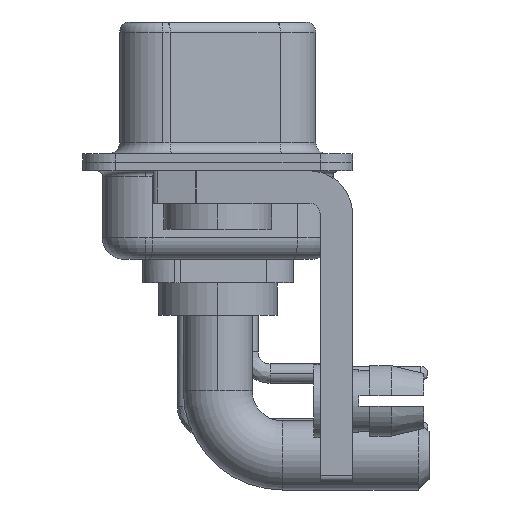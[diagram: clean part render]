
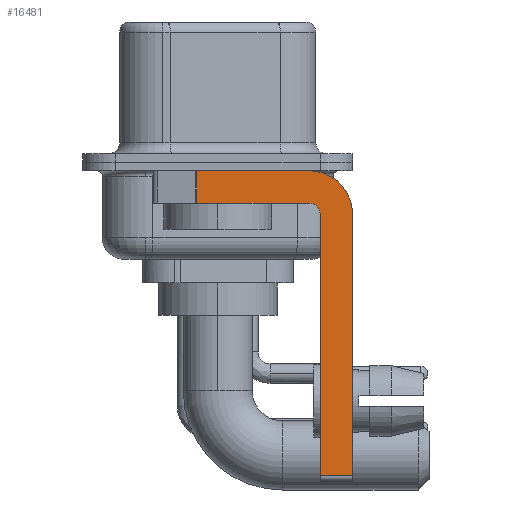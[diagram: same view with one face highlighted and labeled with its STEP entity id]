
A CAD part, left-side view. The second image highlights one B-rep face of the part: STEP entity #16481.
In plain terms, the highlighted planar face has unit normal (-1, 0, 0).
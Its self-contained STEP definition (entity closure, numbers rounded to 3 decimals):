
#77 = VERTEX_POINT ( 'NONE', #11180 ) ;
#151 = PLANE ( 'NONE',  #15333 ) ;
#329 = LINE ( 'NONE', #20039, #22261 ) ;
#708 = ORIENTED_EDGE ( 'NONE', *, *, #23530, .T. ) ;
#1138 = DIRECTION ( 'NONE',  ( 0., 0., 1. ) ) ;
#1146 = CIRCLE ( 'NONE', #7962, 2. ) ;
#2016 = CARTESIAN_POINT ( 'NONE',  ( -2.9, -4.25, -2.4 ) ) ;
#2504 = CARTESIAN_POINT ( 'NONE',  ( -2.9, -4.25, -2.4 ) ) ;
#2754 = LINE ( 'NONE', #21311, #13584 ) ;
#3356 = VERTEX_POINT ( 'NONE', #8997 ) ;
#3563 = VECTOR ( 'NONE', #1138, 1000. ) ;
#3917 = VECTOR ( 'NONE', #4173, 1000. ) ;
#4173 = DIRECTION ( 'NONE',  ( 0., 0., -1. ) ) ;
#4642 = DIRECTION ( 'NONE',  ( 0., -1., 0. ) ) ;
#4996 = EDGE_CURVE ( 'NONE', #77, #13042, #20717, .T. ) ;
#5585 = DIRECTION ( 'NONE',  ( 0., -1., 0. ) ) ;
#5995 = AXIS2_PLACEMENT_3D ( 'NONE', #2504, #17624, #22647 ) ;
#6280 = EDGE_CURVE ( 'NONE', #21295, #10238, #8431, .T. ) ;
#7194 = VERTEX_POINT ( 'NONE', #26876 ) ;
#7962 = AXIS2_PLACEMENT_3D ( 'NONE', #12736, #23754, #23479 ) ;
#8025 = ORIENTED_EDGE ( 'NONE', *, *, #4996, .F. ) ;
#8187 = ORIENTED_EDGE ( 'NONE', *, *, #10484, .F. ) ;
#8431 = LINE ( 'NONE', #12303, #3917 ) ;
#8474 = ORIENTED_EDGE ( 'NONE', *, *, #22932, .F. ) ;
#8702 = DIRECTION ( 'NONE',  ( 1., 0., 0. ) ) ;
#8997 = CARTESIAN_POINT ( 'NONE',  ( -2.9, -4.25, -0.4 ) ) ;
#9026 = CARTESIAN_POINT ( 'NONE',  ( -2.9, 0.978, -0.4 ) ) ;
#9157 = DIRECTION ( 'NONE',  ( 0., 0., -1. ) ) ;
#9638 = CIRCLE ( 'NONE', #5995, 0.5 ) ;
#10238 = VERTEX_POINT ( 'NONE', #23255 ) ;
#10484 = EDGE_CURVE ( 'NONE', #24967, #7194, #15210, .T. ) ;
#11180 = CARTESIAN_POINT ( 'NONE',  ( -2.9, -4.75, -14.55 ) ) ;
#11974 = VECTOR ( 'NONE', #23946, 1000. ) ;
#12231 = VECTOR ( 'NONE', #4642, 1000. ) ;
#12303 = CARTESIAN_POINT ( 'NONE',  ( -2.9, -6.25, -2.4 ) ) ;
#12482 = ORIENTED_EDGE ( 'NONE', *, *, #22718, .T. ) ;
#12736 = CARTESIAN_POINT ( 'NONE',  ( -2.9, -4.25, -2.4 ) ) ;
#13042 = VERTEX_POINT ( 'NONE', #21697 ) ;
#13584 = VECTOR ( 'NONE', #5585, 1000. ) ;
#14615 = EDGE_CURVE ( 'NONE', #3356, #21295, #1146, .T. ) ;
#15210 = LINE ( 'NONE', #25790, #11974 ) ;
#15333 = AXIS2_PLACEMENT_3D ( 'NONE', #2016, #8702, #24148 ) ;
#15690 = CARTESIAN_POINT ( 'NONE',  ( -2.9, -6.25, -2.4 ) ) ;
#15910 = LINE ( 'NONE', #22223, #12231 ) ;
#16481 = ADVANCED_FACE ( 'NONE', ( #21590 ), #151, .F. ) ;
#17305 = VERTEX_POINT ( 'NONE', #9026 ) ;
#17624 = DIRECTION ( 'NONE',  ( -1., 0., 0. ) ) ;
#18040 = ORIENTED_EDGE ( 'NONE', *, *, #6280, .F. ) ;
#19197 = ORIENTED_EDGE ( 'NONE', *, *, #26577, .F. ) ;
#20039 = CARTESIAN_POINT ( 'NONE',  ( -2.9, 0.978, -1.9 ) ) ;
#20717 = LINE ( 'NONE', #27255, #3563 ) ;
#21295 = VERTEX_POINT ( 'NONE', #15690 ) ;
#21311 = CARTESIAN_POINT ( 'NONE',  ( -2.9, 3., -0.4 ) ) ;
#21590 = FACE_OUTER_BOUND ( 'NONE', #23033, .T. ) ;
#21697 = CARTESIAN_POINT ( 'NONE',  ( -2.9, -4.75, -2.4 ) ) ;
#21784 = ORIENTED_EDGE ( 'NONE', *, *, #14615, .F. ) ;
#22223 = CARTESIAN_POINT ( 'NONE',  ( -2.9, -4.25, -14.55 ) ) ;
#22261 = VECTOR ( 'NONE', #9157, 1000. ) ;
#22647 = DIRECTION ( 'NONE',  ( 0., 0., 1. ) ) ;
#22718 = EDGE_CURVE ( 'NONE', #17305, #7194, #329, .T. ) ;
#22932 = EDGE_CURVE ( 'NONE', #17305, #3356, #2754, .T. ) ;
#23033 = EDGE_LOOP ( 'NONE', ( #8474, #12482, #8187, #19197, #8025, #708, #18040, #21784 ) ) ;
#23255 = CARTESIAN_POINT ( 'NONE',  ( -2.9, -6.25, -14.55 ) ) ;
#23479 = DIRECTION ( 'NONE',  ( 0., 0., -1. ) ) ;
#23530 = EDGE_CURVE ( 'NONE', #77, #10238, #15910, .T. ) ;
#23754 = DIRECTION ( 'NONE',  ( 1., 0., 0. ) ) ;
#23946 = DIRECTION ( 'NONE',  ( 0., 1., 0. ) ) ;
#24148 = DIRECTION ( 'NONE',  ( 0., 0., -1. ) ) ;
#24967 = VERTEX_POINT ( 'NONE', #25224 ) ;
#25224 = CARTESIAN_POINT ( 'NONE',  ( -2.9, -4.25, -1.9 ) ) ;
#25790 = CARTESIAN_POINT ( 'NONE',  ( -2.9, -4.25, -1.9 ) ) ;
#26577 = EDGE_CURVE ( 'NONE', #13042, #24967, #9638, .T. ) ;
#26876 = CARTESIAN_POINT ( 'NONE',  ( -2.9, 0.978, -1.9 ) ) ;
#27255 = CARTESIAN_POINT ( 'NONE',  ( -2.9, -4.75, -14.8 ) ) ;
